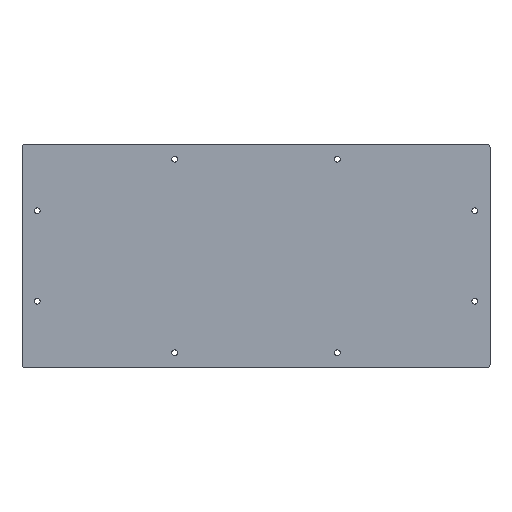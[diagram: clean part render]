
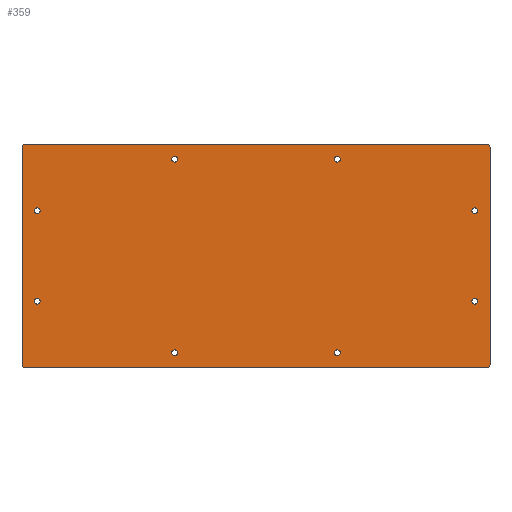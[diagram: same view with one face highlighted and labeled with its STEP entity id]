
A CAD part, top view. The second image highlights one B-rep face of the part: STEP entity #359.
In plain terms, the highlighted planar face has unit normal (0, 0, 1).
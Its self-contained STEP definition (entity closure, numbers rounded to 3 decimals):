
#15=FACE_BOUND('',#66,.T.);
#16=FACE_BOUND('',#67,.T.);
#17=FACE_BOUND('',#68,.T.);
#18=FACE_BOUND('',#69,.T.);
#19=FACE_BOUND('',#70,.T.);
#20=FACE_BOUND('',#71,.T.);
#21=FACE_BOUND('',#72,.T.);
#22=FACE_BOUND('',#73,.T.);
#32=PLANE('',#409);
#47=FACE_OUTER_BOUND('',#65,.T.);
#65=EDGE_LOOP('',(#281,#282,#283,#284,#285,#286,#287,#288));
#66=EDGE_LOOP('',(#289));
#67=EDGE_LOOP('',(#290));
#68=EDGE_LOOP('',(#291));
#69=EDGE_LOOP('',(#292));
#70=EDGE_LOOP('',(#293));
#71=EDGE_LOOP('',(#294));
#72=EDGE_LOOP('',(#295));
#73=EDGE_LOOP('',(#296));
#99=LINE('',#593,#123);
#102=LINE('',#599,#126);
#103=LINE('',#603,#127);
#104=LINE('',#607,#128);
#123=VECTOR('',#491,10.);
#126=VECTOR('',#496,10.);
#127=VECTOR('',#499,10.);
#128=VECTOR('',#502,10.);
#137=CIRCLE('',#382,2.75);
#139=CIRCLE('',#385,2.75);
#141=CIRCLE('',#388,2.75);
#143=CIRCLE('',#391,2.75);
#145=CIRCLE('',#394,2.75);
#147=CIRCLE('',#397,2.75);
#149=CIRCLE('',#400,2.75);
#151=CIRCLE('',#403,2.75);
#154=CIRCLE('',#407,3.);
#155=CIRCLE('',#410,3.);
#156=CIRCLE('',#411,3.);
#157=CIRCLE('',#412,3.);
#161=VERTEX_POINT('',#535);
#163=VERTEX_POINT('',#541);
#165=VERTEX_POINT('',#547);
#167=VERTEX_POINT('',#553);
#169=VERTEX_POINT('',#559);
#171=VERTEX_POINT('',#565);
#173=VERTEX_POINT('',#571);
#175=VERTEX_POINT('',#577);
#179=VERTEX_POINT('',#586);
#180=VERTEX_POINT('',#588);
#181=VERTEX_POINT('',#592);
#183=VERTEX_POINT('',#598);
#184=VERTEX_POINT('',#600);
#185=VERTEX_POINT('',#602);
#186=VERTEX_POINT('',#604);
#187=VERTEX_POINT('',#606);
#193=EDGE_CURVE('',#161,#161,#137,.T.);
#196=EDGE_CURVE('',#163,#163,#139,.T.);
#199=EDGE_CURVE('',#165,#165,#141,.T.);
#202=EDGE_CURVE('',#167,#167,#143,.T.);
#205=EDGE_CURVE('',#169,#169,#145,.T.);
#208=EDGE_CURVE('',#171,#171,#147,.T.);
#211=EDGE_CURVE('',#173,#173,#149,.T.);
#214=EDGE_CURVE('',#175,#175,#151,.T.);
#219=EDGE_CURVE('',#179,#180,#154,.T.);
#221=EDGE_CURVE('',#181,#180,#99,.T.);
#224=EDGE_CURVE('',#179,#183,#102,.T.);
#225=EDGE_CURVE('',#184,#183,#155,.T.);
#226=EDGE_CURVE('',#184,#185,#103,.T.);
#227=EDGE_CURVE('',#186,#185,#156,.T.);
#228=EDGE_CURVE('',#186,#187,#104,.T.);
#229=EDGE_CURVE('',#181,#187,#157,.T.);
#281=ORIENTED_EDGE('',*,*,#219,.F.);
#282=ORIENTED_EDGE('',*,*,#224,.T.);
#283=ORIENTED_EDGE('',*,*,#225,.F.);
#284=ORIENTED_EDGE('',*,*,#226,.T.);
#285=ORIENTED_EDGE('',*,*,#227,.F.);
#286=ORIENTED_EDGE('',*,*,#228,.T.);
#287=ORIENTED_EDGE('',*,*,#229,.F.);
#288=ORIENTED_EDGE('',*,*,#221,.T.);
#289=ORIENTED_EDGE('',*,*,#193,.T.);
#290=ORIENTED_EDGE('',*,*,#196,.T.);
#291=ORIENTED_EDGE('',*,*,#199,.T.);
#292=ORIENTED_EDGE('',*,*,#202,.T.);
#293=ORIENTED_EDGE('',*,*,#205,.T.);
#294=ORIENTED_EDGE('',*,*,#208,.T.);
#295=ORIENTED_EDGE('',*,*,#211,.T.);
#296=ORIENTED_EDGE('',*,*,#214,.T.);
#359=ADVANCED_FACE('',(#47,#15,#16,#17,#18,#19,#20,#21,#22),#32,.T.);
#382=AXIS2_PLACEMENT_3D('',#536,#427,#428);
#385=AXIS2_PLACEMENT_3D('',#542,#434,#435);
#388=AXIS2_PLACEMENT_3D('',#548,#441,#442);
#391=AXIS2_PLACEMENT_3D('',#554,#448,#449);
#394=AXIS2_PLACEMENT_3D('',#560,#455,#456);
#397=AXIS2_PLACEMENT_3D('',#566,#462,#463);
#400=AXIS2_PLACEMENT_3D('',#572,#469,#470);
#403=AXIS2_PLACEMENT_3D('',#578,#476,#477);
#407=AXIS2_PLACEMENT_3D('',#589,#486,#487);
#409=AXIS2_PLACEMENT_3D('',#597,#494,#495);
#410=AXIS2_PLACEMENT_3D('',#601,#497,#498);
#411=AXIS2_PLACEMENT_3D('',#605,#500,#501);
#412=AXIS2_PLACEMENT_3D('',#608,#503,#504);
#427=DIRECTION('center_axis',(0.,0.,-1.));
#428=DIRECTION('ref_axis',(1.,0.,0.));
#434=DIRECTION('center_axis',(0.,0.,-1.));
#435=DIRECTION('ref_axis',(1.,0.,0.));
#441=DIRECTION('center_axis',(0.,0.,-1.));
#442=DIRECTION('ref_axis',(1.,0.,0.));
#448=DIRECTION('center_axis',(0.,0.,-1.));
#449=DIRECTION('ref_axis',(1.,0.,0.));
#455=DIRECTION('center_axis',(0.,0.,-1.));
#456=DIRECTION('ref_axis',(1.,0.,0.));
#462=DIRECTION('center_axis',(0.,0.,-1.));
#463=DIRECTION('ref_axis',(1.,0.,0.));
#469=DIRECTION('center_axis',(0.,0.,-1.));
#470=DIRECTION('ref_axis',(1.,0.,0.));
#476=DIRECTION('center_axis',(0.,0.,-1.));
#477=DIRECTION('ref_axis',(1.,0.,0.));
#486=DIRECTION('center_axis',(0.,0.,-1.));
#487=DIRECTION('ref_axis',(0.707,-0.707,0.));
#491=DIRECTION('',(1.,0.,0.));
#494=DIRECTION('center_axis',(0.,0.,1.));
#495=DIRECTION('ref_axis',(1.,0.,0.));
#496=DIRECTION('',(0.,1.,0.));
#497=DIRECTION('center_axis',(0.,0.,-1.));
#498=DIRECTION('ref_axis',(0.707,0.707,0.));
#499=DIRECTION('',(-1.,0.,0.));
#500=DIRECTION('center_axis',(0.,0.,-1.));
#501=DIRECTION('ref_axis',(-0.707,0.707,0.));
#502=DIRECTION('',(0.,-1.,0.));
#503=DIRECTION('center_axis',(0.,0.,-1.));
#504=DIRECTION('ref_axis',(-0.707,-0.707,0.));
#535=CARTESIAN_POINT('',(77.25,-95.,0.));
#536=CARTESIAN_POINT('Origin',(80.,-95.,0.));
#541=CARTESIAN_POINT('',(212.25,44.5,0.));
#542=CARTESIAN_POINT('Origin',(215.,44.5,0.));
#547=CARTESIAN_POINT('',(-82.75,95.,0.));
#548=CARTESIAN_POINT('Origin',(-80.,95.,0.));
#553=CARTESIAN_POINT('',(-217.75,44.5,0.));
#554=CARTESIAN_POINT('Origin',(-215.,44.5,0.));
#559=CARTESIAN_POINT('',(-217.75,-44.5,0.));
#560=CARTESIAN_POINT('Origin',(-215.,-44.5,0.));
#565=CARTESIAN_POINT('',(77.25,95.,0.));
#566=CARTESIAN_POINT('Origin',(80.,95.,0.));
#571=CARTESIAN_POINT('',(212.25,-44.5,0.));
#572=CARTESIAN_POINT('Origin',(215.,-44.5,0.));
#577=CARTESIAN_POINT('',(-82.75,-95.,0.));
#578=CARTESIAN_POINT('Origin',(-80.,-95.,0.));
#586=CARTESIAN_POINT('',(230.,-107.,0.));
#588=CARTESIAN_POINT('',(227.,-110.,0.));
#589=CARTESIAN_POINT('Origin',(227.,-107.,0.));
#592=CARTESIAN_POINT('',(-227.,-110.,0.));
#593=CARTESIAN_POINT('',(-230.,-110.,0.));
#597=CARTESIAN_POINT('Origin',(0.,0.,0.));
#598=CARTESIAN_POINT('',(230.,107.,0.));
#599=CARTESIAN_POINT('',(230.,-110.,0.));
#600=CARTESIAN_POINT('',(227.,110.,0.));
#601=CARTESIAN_POINT('Origin',(227.,107.,0.));
#602=CARTESIAN_POINT('',(-227.,110.,0.));
#603=CARTESIAN_POINT('',(230.,110.,0.));
#604=CARTESIAN_POINT('',(-230.,107.,0.));
#605=CARTESIAN_POINT('Origin',(-227.,107.,0.));
#606=CARTESIAN_POINT('',(-230.,-107.,0.));
#607=CARTESIAN_POINT('',(-230.,110.,0.));
#608=CARTESIAN_POINT('Origin',(-227.,-107.,0.));
